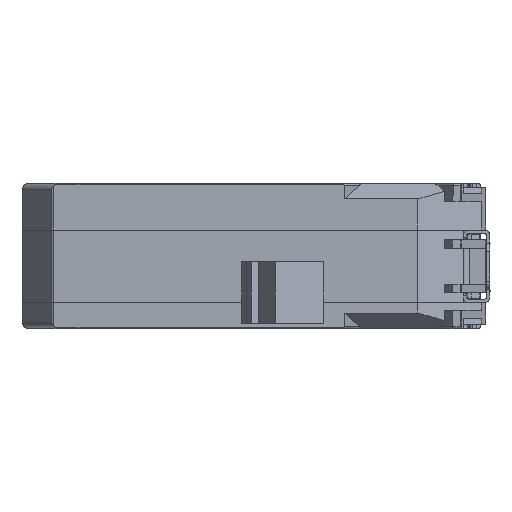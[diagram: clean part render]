
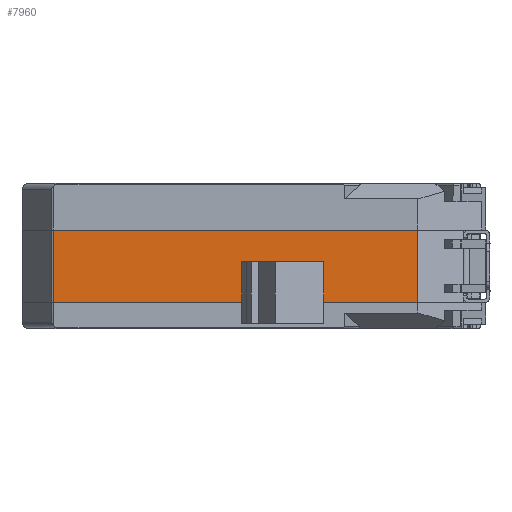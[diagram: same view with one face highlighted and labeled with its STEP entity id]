
A CAD part, left-side view. The second image highlights one B-rep face of the part: STEP entity #7960.
In plain terms, the highlighted planar face has unit normal (-1, 0, 0).
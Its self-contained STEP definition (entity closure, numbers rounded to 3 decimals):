
#2073 = VERTEX_POINT ( 'NONE', #4363 ) ;
#2075 = EDGE_CURVE ( 'NONE', #2076, #2073, #4344, .T. ) ;
#2076 = VERTEX_POINT ( 'NONE', #4340 ) ;
#4340 = CARTESIAN_POINT ( 'NONE',  ( -49.5, 95.19, -2.4 ) ) ;
#4341 = DIRECTION ( 'NONE',  ( 0., -1., 0. ) ) ;
#4342 = VECTOR ( 'NONE', #4341, 1000. ) ;
#4343 = CARTESIAN_POINT ( 'NONE',  ( -49.5, 95.19, -2.4 ) ) ;
#4344 = LINE ( 'NONE', #4343, #4342 ) ;
#4363 = CARTESIAN_POINT ( 'NONE',  ( -49.5, 6.8, -2.4 ) ) ;
#5776 = DIRECTION ( 'NONE',  ( 0., 0., -1. ) ) ;
#5777 = VECTOR ( 'NONE', #5776, 1000. ) ;
#5778 = CARTESIAN_POINT ( 'NONE',  ( -49.5, 95.19, 11.5 ) ) ;
#5779 = LINE ( 'NONE', #5778, #5777 ) ;
#5780 = CARTESIAN_POINT ( 'NONE',  ( -49.5, 95.19, 15.2 ) ) ;
#5781 = CARTESIAN_POINT ( 'NONE',  ( -49.5, 6.8, 15.2 ) ) ;
#5782 = DIRECTION ( 'NONE',  ( 0., 1., 0. ) ) ;
#5783 = VECTOR ( 'NONE', #5782, 1000. ) ;
#5784 = CARTESIAN_POINT ( 'NONE',  ( -49.5, 95.19, 15.2 ) ) ;
#5785 = LINE ( 'NONE', #5784, #5783 ) ;
#5806 = DIRECTION ( 'NONE',  ( 0., 0., 1. ) ) ;
#5807 = DIRECTION ( 'NONE',  ( -1., 0., 0. ) ) ;
#5808 = CARTESIAN_POINT ( 'NONE',  ( -49.5, 95.19, 11.5 ) ) ;
#5809 = AXIS2_PLACEMENT_3D ( 'NONE', #5808, #5807, #5806 ) ;
#5810 = PLANE ( 'NONE',  #5809 ) ;
#5811 = FACE_OUTER_BOUND ( 'NONE', #7961, .T. ) ;
#5910 = DIRECTION ( 'NONE',  ( 0., 0., -1. ) ) ;
#5911 = VECTOR ( 'NONE', #5910, 1000. ) ;
#5912 = CARTESIAN_POINT ( 'NONE',  ( -49.5, 6.8, 164.047 ) ) ;
#5913 = LINE ( 'NONE', #5912, #5911 ) ;
#7754 = EDGE_CURVE ( 'NONE', #7966, #2073, #5913, .T. ) ;
#7960 = ADVANCED_FACE ( 'NONE', ( #5811 ), #5810, .T. ) ;
#7961 = EDGE_LOOP ( 'NONE', ( #7962, #7971, #7973, #7974 ) ) ;
#7962 = ORIENTED_EDGE ( 'NONE', *, *, #7964, .T. ) ;
#7964 = EDGE_CURVE ( 'NONE', #7966, #7968, #5785, .T. ) ;
#7966 = VERTEX_POINT ( 'NONE', #5781 ) ;
#7968 = VERTEX_POINT ( 'NONE', #5780 ) ;
#7971 = ORIENTED_EDGE ( 'NONE', *, *, #7972, .T. ) ;
#7972 = EDGE_CURVE ( 'NONE', #7968, #2076, #5779, .T. ) ;
#7973 = ORIENTED_EDGE ( 'NONE', *, *, #2075, .T. ) ;
#7974 = ORIENTED_EDGE ( 'NONE', *, *, #7754, .F. ) ;
